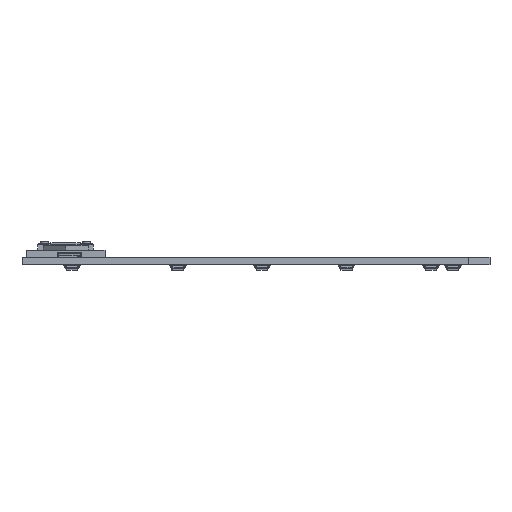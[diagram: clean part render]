
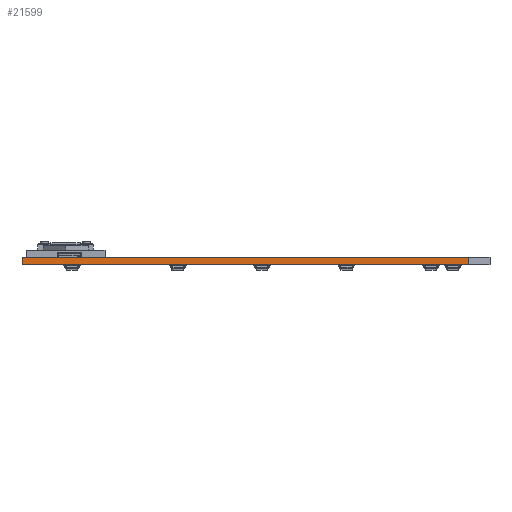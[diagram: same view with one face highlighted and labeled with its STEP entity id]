
A CAD part, left-side view. The second image highlights one B-rep face of the part: STEP entity #21599.
In plain terms, the highlighted planar face has unit normal (-1, 0, 0).
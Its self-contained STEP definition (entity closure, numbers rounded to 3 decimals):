
#11858 = VERTEX_POINT('',#11859);
#11859 = CARTESIAN_POINT('',(28.6,-27.8,0.));
#11865 = EDGE_CURVE('',#11866,#11858,#11868,.T.);
#11866 = VERTEX_POINT('',#11867);
#11867 = CARTESIAN_POINT('',(28.6,-128.6,0.));
#11868 = LINE('',#11869,#11870);
#11869 = CARTESIAN_POINT('',(28.6,-128.6,0.));
#11870 = VECTOR('',#11871,1.);
#11871 = DIRECTION('',(0.,1.,0.));
#16715 = VERTEX_POINT('',#16716);
#16716 = CARTESIAN_POINT('',(28.6,-27.8,1.6));
#16722 = EDGE_CURVE('',#16723,#16715,#16725,.T.);
#16723 = VERTEX_POINT('',#16724);
#16724 = CARTESIAN_POINT('',(28.6,-128.6,1.6));
#16725 = LINE('',#16726,#16727);
#16726 = CARTESIAN_POINT('',(28.6,-128.6,1.6));
#16727 = VECTOR('',#16728,1.);
#16728 = DIRECTION('',(0.,1.,0.));
#21569 = EDGE_CURVE('',#11858,#16715,#21570,.T.);
#21570 = LINE('',#21571,#21572);
#21571 = CARTESIAN_POINT('',(28.6,-27.8,0.));
#21572 = VECTOR('',#21573,1.);
#21573 = DIRECTION('',(0.,0.,1.));
#21599 = ADVANCED_FACE('',(#21600),#21611,.T.);
#21600 = FACE_BOUND('',#21601,.T.);
#21601 = EDGE_LOOP('',(#21602,#21608,#21609,#21610));
#21602 = ORIENTED_EDGE('',*,*,#21603,.T.);
#21603 = EDGE_CURVE('',#11866,#16723,#21604,.T.);
#21604 = LINE('',#21605,#21606);
#21605 = CARTESIAN_POINT('',(28.6,-128.6,0.));
#21606 = VECTOR('',#21607,1.);
#21607 = DIRECTION('',(0.,0.,1.));
#21608 = ORIENTED_EDGE('',*,*,#16722,.T.);
#21609 = ORIENTED_EDGE('',*,*,#21569,.F.);
#21610 = ORIENTED_EDGE('',*,*,#11865,.F.);
#21611 = PLANE('',#21612);
#21612 = AXIS2_PLACEMENT_3D('',#21613,#21614,#21615);
#21613 = CARTESIAN_POINT('',(28.6,-128.6,0.));
#21614 = DIRECTION('',(-1.,0.,0.));
#21615 = DIRECTION('',(0.,1.,0.));
